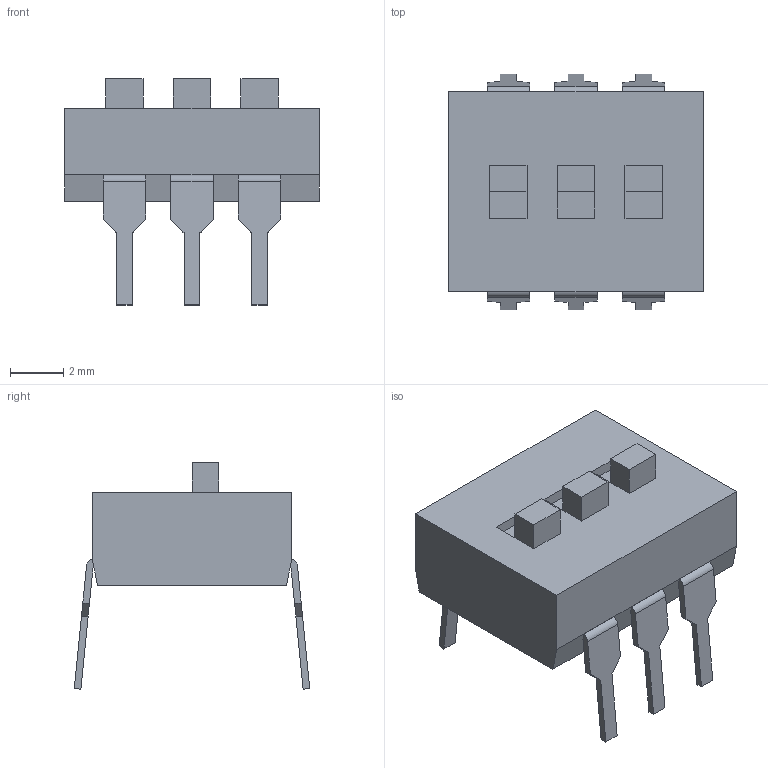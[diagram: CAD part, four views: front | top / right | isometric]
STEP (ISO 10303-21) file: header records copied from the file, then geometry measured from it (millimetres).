
FILE_DESCRIPTION(('FreeCAD Model'),'2;1');
FILE_NAME('TE_1825360-2.step', '2017-06-08T17:08:40',('kicad StepUp'),('ksu MCAD'), 'Open CASCADE STEP processor 6.8','FreeCAD','Unknown');
FILE_SCHEMA(('AUTOMOTIVE_DESIGN_CC2 { 1 2 10303 214 -1 1 5 4 }'));
Length unit declared in the file: millimetre
Products named in the file (1): TE_1825360-2
Bounding box: 9.55 x 8.85 x 8.5 mm (x, y, z)
Volume: 258.9 mm3; surface area: 351.1 mm2
Topology: 1 solids, 1 shells, 101 faces, 264 edges, 174 vertices
Faces by surface type: plane 89, cylinder 12
Entity records: 3775 total; most frequent: CARTESIAN_POINT 540, ORIENTED_EDGE 528, DIRECTION 492, EDGE_CURVE 264, LINE 240, VECTOR 240, VERTEX_POINT 174, AXIS2_PLACEMENT_3D 126
